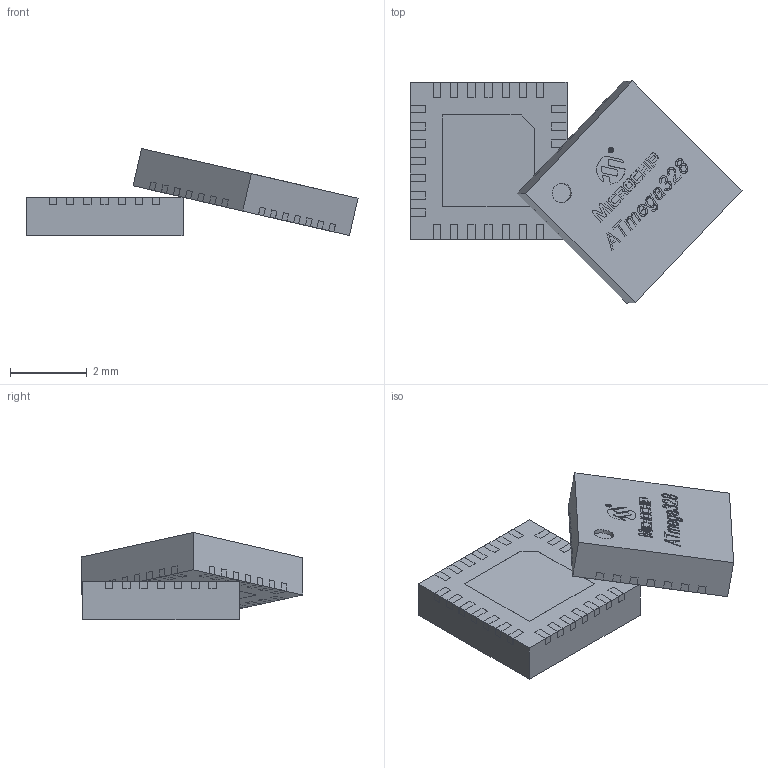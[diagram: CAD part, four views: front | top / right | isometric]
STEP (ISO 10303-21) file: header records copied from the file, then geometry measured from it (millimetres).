
FILE_DESCRIPTION (( 'STEP AP214' ), '1' );
FILE_NAME ('Scene.STEP', '2021-09-18T02:34:37', ( '' ), ( '' ), 'SwSTEP 2.0', 'SolidWorks 2021', '' );
FILE_SCHEMA (( 'AUTOMOTIVE_DESIGN' ));
Length unit declared in the file: millimetre
Products named in the file (11): QFN127P600-8N.step.step; Thermal_Shape.step.step; QFN127P600-8N.step; Scene; Open_CASCADE_STEP_translator_6.8_1.1.step.step; Pin_Shape.step.step; 6000830320.step.step; Designator1.step.step; Open_CASCADE_STEP_translator_6.8_1.2.1.step.step; Open_CASCADE_STEP_translator_6.8_1.4.1.step.step; Body.step.step
Assembly tree (38 placements, depth 7):
  Scene
    QFN127P600-8N.step  x2
      QFN127P600-8N.step.step
        Designator1.step.step
          6000830320.step.step
            Body.step.step
              Open_CASCADE_STEP_translator_6.8_1.2.1.step.step
            Pin_Shape.step.step  x28
              Open_CASCADE_STEP_translator_6.8_1.4.1.step.step
            Open_CASCADE_STEP_translator_6.8_1.1.step.step
            Thermal_Shape.step.step
Bounding box: 8.67 x 5.8 x 2.27 mm (x, y, z)
Volume: 33.6 mm3; surface area: 137.5 mm2
Topology: 60 solids, 62 shells, 1506 faces, 3504 edges, 2188 vertices
Faces by surface type: plane 1166, bspline 328, cylinder 12
Entity records: 17602 total; most frequent: CARTESIAN_POINT 8639, ORIENTED_EDGE 1990, DIRECTION 1196, EDGE_CURVE 996, VERTEX_POINT 662, LINE 654, VECTOR 654, EDGE_LOOP 409
